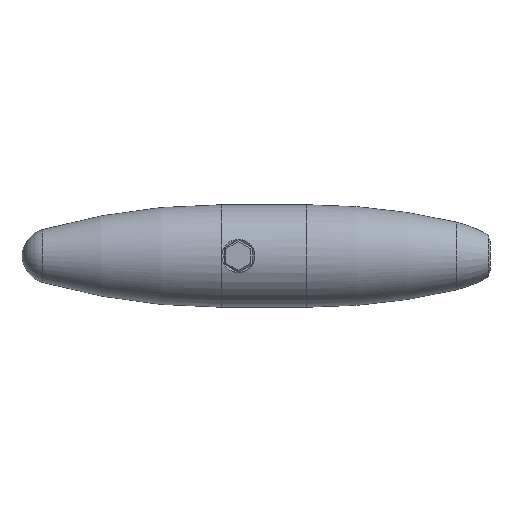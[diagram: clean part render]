
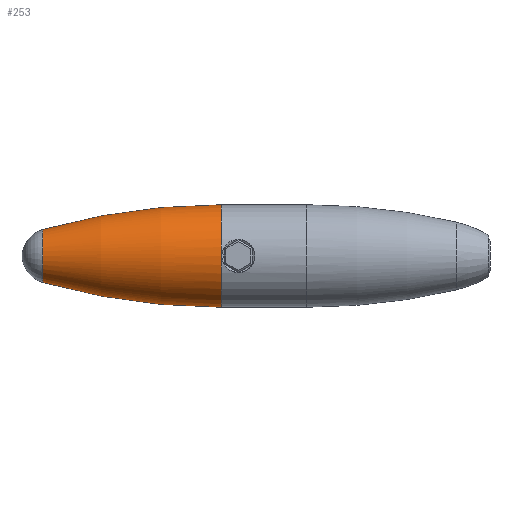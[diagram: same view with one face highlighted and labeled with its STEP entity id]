
A CAD part, front view. The second image highlights one B-rep face of the part: STEP entity #253.
In plain terms, the highlighted toroidal (fillet/blend) face has major radius 106 mm and minor radius 115 mm.
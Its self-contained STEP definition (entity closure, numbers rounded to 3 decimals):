
#115 = CIRCLE ( 'NONE', #651, 9. ) ;
#142 = VERTEX_POINT ( 'NONE', #144 ) ;
#144 = CARTESIAN_POINT ( 'NONE',  ( -3., 0., 9. ) ) ;
#176 = DIRECTION ( 'NONE',  ( 0., -1., 0. ) ) ;
#236 = AXIS2_PLACEMENT_3D ( 'NONE', #851, #1097, #722 ) ;
#253 = ADVANCED_FACE ( 'NONE', ( #1196 ), #731, .T. ) ;
#267 = EDGE_CURVE ( 'NONE', #142, #1387, #1052, .T. ) ;
#291 = VERTEX_POINT ( 'NONE', #547 ) ;
#296 = DIRECTION ( 'NONE',  ( 0., 0., -1. ) ) ;
#367 = CARTESIAN_POINT ( 'NONE',  ( -34.367, 0., 0. ) ) ;
#412 = AXIS2_PLACEMENT_3D ( 'NONE', #367, #492, #1334 ) ;
#453 = EDGE_CURVE ( 'NONE', #1090, #142, #115, .T. ) ;
#464 = DIRECTION ( 'NONE',  ( -1., 0., 0. ) ) ;
#492 = DIRECTION ( 'NONE',  ( -1., 0., 0. ) ) ;
#547 = CARTESIAN_POINT ( 'NONE',  ( -34.367, 0., -4.64 ) ) ;
#566 = AXIS2_PLACEMENT_3D ( 'NONE', #1281, #1506, #913 ) ;
#585 = ORIENTED_EDGE ( 'NONE', *, *, #453, .T. ) ;
#608 = CIRCLE ( 'NONE', #412, 4.64 ) ;
#651 = AXIS2_PLACEMENT_3D ( 'NONE', #1448, #464, #734 ) ;
#677 = ORIENTED_EDGE ( 'NONE', *, *, #1193, .F. ) ;
#722 = DIRECTION ( 'NONE',  ( 0., 0., 1. ) ) ;
#731 = TOROIDAL_SURFACE ( 'NONE', #566, -106., 115. ) ;
#734 = DIRECTION ( 'NONE',  ( 0., 0., 1. ) ) ;
#851 = CARTESIAN_POINT ( 'NONE',  ( -3., 0., 106. ) ) ;
#913 = DIRECTION ( 'NONE',  ( 0., 0., 1. ) ) ;
#974 = EDGE_LOOP ( 'NONE', ( #677, #585, #1183, #1408 ) ) ;
#1052 = CIRCLE ( 'NONE', #1286, 115. ) ;
#1062 = CARTESIAN_POINT ( 'NONE',  ( -3., 0., -9. ) ) ;
#1090 = VERTEX_POINT ( 'NONE', #1062 ) ;
#1097 = DIRECTION ( 'NONE',  ( 0., 1., 0. ) ) ;
#1183 = ORIENTED_EDGE ( 'NONE', *, *, #267, .T. ) ;
#1193 = EDGE_CURVE ( 'NONE', #1090, #291, #1517, .T. ) ;
#1196 = FACE_OUTER_BOUND ( 'NONE', #974, .T. ) ;
#1261 = CARTESIAN_POINT ( 'NONE',  ( -3., 0., -106. ) ) ;
#1281 = CARTESIAN_POINT ( 'NONE',  ( -3., 0., 0. ) ) ;
#1286 = AXIS2_PLACEMENT_3D ( 'NONE', #1261, #176, #296 ) ;
#1334 = DIRECTION ( 'NONE',  ( 0., 0., 1. ) ) ;
#1380 = EDGE_CURVE ( 'NONE', #291, #1387, #608, .T. ) ;
#1387 = VERTEX_POINT ( 'NONE', #1562 ) ;
#1408 = ORIENTED_EDGE ( 'NONE', *, *, #1380, .F. ) ;
#1448 = CARTESIAN_POINT ( 'NONE',  ( -3., 0., 0. ) ) ;
#1506 = DIRECTION ( 'NONE',  ( -1., 0., 0. ) ) ;
#1517 = CIRCLE ( 'NONE', #236, 115. ) ;
#1562 = CARTESIAN_POINT ( 'NONE',  ( -34.367, 0., 4.64 ) ) ;
